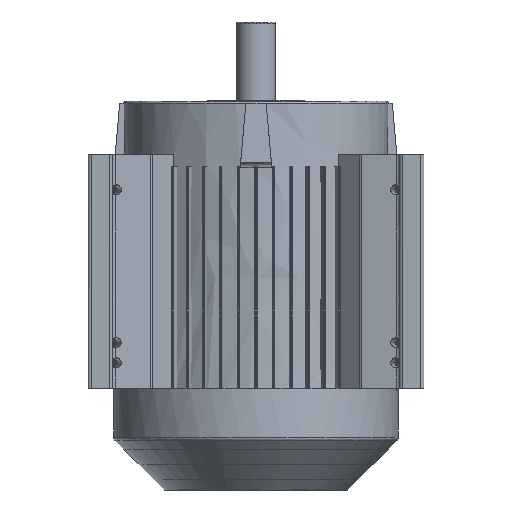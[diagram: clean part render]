
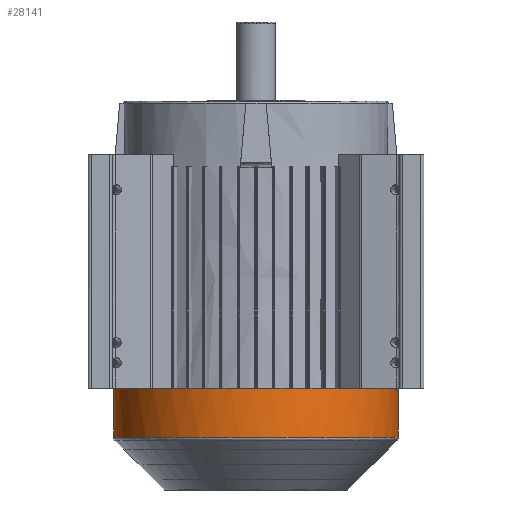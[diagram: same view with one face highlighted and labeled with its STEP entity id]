
A CAD part, front view. The second image highlights one B-rep face of the part: STEP entity #28141.
In plain terms, the highlighted free-form (B-spline) face has degree [2, 1] with [5, 2] control points.
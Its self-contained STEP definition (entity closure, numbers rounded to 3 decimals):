
#28017 = VERTEX_POINT('',#28018);
#28018 = CARTESIAN_POINT('',(23.631,251.854,
    242.25));
#28019 = VERTEX_POINT('',#28020);
#28020 = CARTESIAN_POINT('',(270.328,251.854,
    242.25));
#28109 = VERTEX_POINT('',#28110);
#28110 = CARTESIAN_POINT('',(270.328,251.854,
    284.564));
#28111 = VERTEX_POINT('',#28112);
#28112 = CARTESIAN_POINT('',(23.631,251.854,
    284.564));
#28120 = EDGE_CURVE('',#28109,#28019,#28121,.T.);
#28121 = B_SPLINE_CURVE_WITH_KNOTS('',1,(#28122,#28123),.UNSPECIFIED.,
  .F.,.F.,(2,2),(-0.,48.026),.PIECEWISE_BEZIER_KNOTS.);
#28122 = CARTESIAN_POINT('',(270.328,251.854,
    284.564));
#28123 = CARTESIAN_POINT('',(270.328,251.854,
    242.25));
#28126 = EDGE_CURVE('',#28111,#28017,#28127,.T.);
#28127 = B_SPLINE_CURVE_WITH_KNOTS('',1,(#28128,#28129),.UNSPECIFIED.,
  .F.,.F.,(2,2),(-0.,48.026),.PIECEWISE_BEZIER_KNOTS.);
#28128 = CARTESIAN_POINT('',(23.631,251.854,
    284.564));
#28129 = CARTESIAN_POINT('',(23.631,251.854,
    242.25));
#28141 = ADVANCED_FACE('',(#28142),#28162,.T.);
#28142 = FACE_BOUND('',#28143,.T.);
#28143 = EDGE_LOOP('',(#28144,#28145,#28153,#28154));
#28144 = ORIENTED_EDGE('',*,*,#28120,.F.);
#28145 = ORIENTED_EDGE('',*,*,#28146,.F.);
#28146 = EDGE_CURVE('',#28111,#28109,#28147,.T.);
#28147 = ( BOUNDED_CURVE() B_SPLINE_CURVE(2,(#28148,#28149,#28150,#28151
,#28152),.UNSPECIFIED.,.F.,.F.) B_SPLINE_CURVE_WITH_KNOTS((3,2,3),(
    3.142,4.712,6.283),
.PIECEWISE_BEZIER_KNOTS.) CURVE() GEOMETRIC_REPRESENTATION_ITEM() 
RATIONAL_B_SPLINE_CURVE((1.,0.707,1.,0.707,1.)) 
REPRESENTATION_ITEM('') );
#28148 = CARTESIAN_POINT('',(23.631,251.854,
    284.564));
#28149 = CARTESIAN_POINT('',(23.631,128.506,
    284.564));
#28150 = CARTESIAN_POINT('',(146.98,128.506,
    284.564));
#28151 = CARTESIAN_POINT('',(270.328,128.506,
    284.564));
#28152 = CARTESIAN_POINT('',(270.328,251.854,
    284.564));
#28153 = ORIENTED_EDGE('',*,*,#28126,.T.);
#28154 = ORIENTED_EDGE('',*,*,#28155,.F.);
#28155 = EDGE_CURVE('',#28019,#28017,#28156,.T.);
#28156 = ( BOUNDED_CURVE() B_SPLINE_CURVE(2,(#28157,#28158,#28159,#28160
,#28161),.UNSPECIFIED.,.F.,.F.) B_SPLINE_CURVE_WITH_KNOTS((3,2,3),(
    3.142,4.712,6.283),
.PIECEWISE_BEZIER_KNOTS.) CURVE() GEOMETRIC_REPRESENTATION_ITEM() 
RATIONAL_B_SPLINE_CURVE((1.,0.707,1.,0.707,1.)) 
REPRESENTATION_ITEM('') );
#28157 = CARTESIAN_POINT('',(270.328,251.854,
    242.25));
#28158 = CARTESIAN_POINT('',(270.328,128.506,
    242.25));
#28159 = CARTESIAN_POINT('',(146.98,128.506,
    242.25));
#28160 = CARTESIAN_POINT('',(23.631,128.506,
    242.25));
#28161 = CARTESIAN_POINT('',(23.631,251.854,
    242.25));
#28162 = ( BOUNDED_SURFACE() B_SPLINE_SURFACE(2,1,(
    (#28163,#28164)
    ,(#28165,#28166)
    ,(#28167,#28168)
    ,(#28169,#28170)
    ,(#28171,#28172
)),.UNSPECIFIED.,.F.,.F.,.F.) B_SPLINE_SURFACE_WITH_KNOTS((3,2,3),(2,2),
  (3.142,4.712,6.283),(0.,48.026),
.PIECEWISE_BEZIER_KNOTS.) GEOMETRIC_REPRESENTATION_ITEM() 
RATIONAL_B_SPLINE_SURFACE((
    (1.,1.)
    ,(0.707,0.707)
    ,(1.,1.)
    ,(0.707,0.707)
,(1.,1.))) REPRESENTATION_ITEM('') SURFACE() );
#28163 = CARTESIAN_POINT('',(270.328,251.854,
    284.564));
#28164 = CARTESIAN_POINT('',(270.328,251.854,
    242.25));
#28165 = CARTESIAN_POINT('',(270.328,128.506,
    284.564));
#28166 = CARTESIAN_POINT('',(270.328,128.506,
    242.25));
#28167 = CARTESIAN_POINT('',(146.98,128.506,
    284.564));
#28168 = CARTESIAN_POINT('',(146.98,128.506,
    242.25));
#28169 = CARTESIAN_POINT('',(23.631,128.506,
    284.564));
#28170 = CARTESIAN_POINT('',(23.631,128.506,
    242.25));
#28171 = CARTESIAN_POINT('',(23.631,251.854,
    284.564));
#28172 = CARTESIAN_POINT('',(23.631,251.854,
    242.25));
